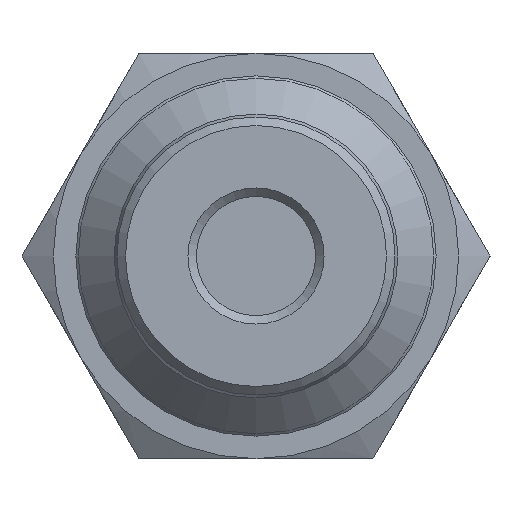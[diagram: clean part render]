
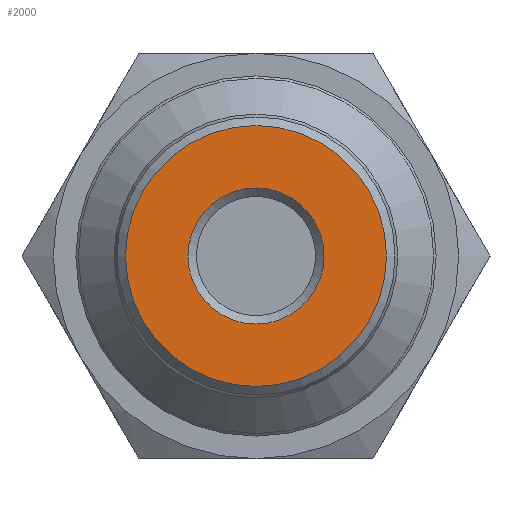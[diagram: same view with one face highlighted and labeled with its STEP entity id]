
A CAD part, left-side view. The second image highlights one B-rep face of the part: STEP entity #2000.
In plain terms, the highlighted face is planar.
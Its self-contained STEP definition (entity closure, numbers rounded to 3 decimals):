
#1969=CARTESIAN_POINT('',(4.6,4.1,0.));
#1970=VERTEX_POINT('',#1969);
#1971=CARTESIAN_POINT('',(0.,4.1,0.0));
#1972=DIRECTION('',(0.0,-1.0,0.0));
#1973=DIRECTION('',(-1.0,0.0,0.0));
#1974=AXIS2_PLACEMENT_3D('',#1971,#1972,#1973);
#1975=CIRCLE('',#1974,4.6);
#1976=EDGE_CURVE('',#1970,#1970,#1975,.T.);
#1981=CARTESIAN_POINT('',(0.,4.1,0.));
#1982=DIRECTION('',(0.0,-1.0,0.0));
#1983=DIRECTION('',(0.0,0.0,-1.0));
#1984=AXIS2_PLACEMENT_3D('',#1981,#1982,#1983);
#1985=PLANE('',#1984);
#1986=ORIENTED_EDGE('',*,*,#1976,.F.);
#1987=EDGE_LOOP('',(#1986));
#1988=FACE_OUTER_BOUND('',#1987,.T.);
#1989=CARTESIAN_POINT('',(2.4,4.1,0.));
#1990=VERTEX_POINT('',#1989);
#1991=CARTESIAN_POINT('',(0.,4.1,0.0));
#1992=DIRECTION('',(0.0,1.0,0.0));
#1993=DIRECTION('',(-1.0,0.0,0.0));
#1994=AXIS2_PLACEMENT_3D('',#1991,#1992,#1993);
#1995=CIRCLE('',#1994,2.4);
#1996=EDGE_CURVE('',#1990,#1990,#1995,.T.);
#1997=ORIENTED_EDGE('',*,*,#1996,.F.);
#1998=EDGE_LOOP('',(#1997));
#1999=FACE_BOUND('',#1998,.T.);
#2000=ADVANCED_FACE('',(#1988,#1999),#1985,.F.);
